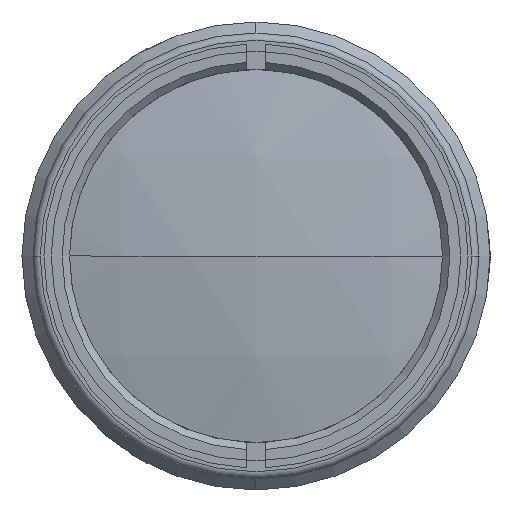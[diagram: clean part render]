
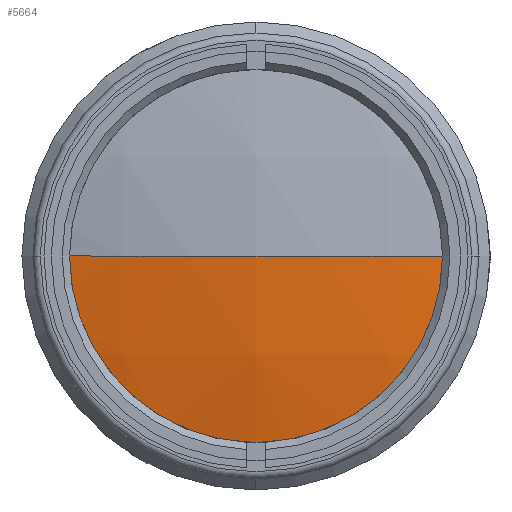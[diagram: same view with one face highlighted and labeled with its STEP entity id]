
A CAD part, left-side view. The second image highlights one B-rep face of the part: STEP entity #5664.
In plain terms, the highlighted spherical face has radius 124 mm.
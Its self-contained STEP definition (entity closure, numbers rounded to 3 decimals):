
#168 = FACE_OUTER_BOUND ( 'NONE', #5837, .T. ) ;
#348 = DIRECTION ( 'NONE',  ( 0., 1., 0. ) ) ;
#481 = DIRECTION ( 'NONE',  ( -1., 0., 0. ) ) ;
#531 = AXIS2_PLACEMENT_3D ( 'NONE', #4773, #481, #2394 ) ;
#532 = AXIS2_PLACEMENT_3D ( 'NONE', #4179, #2629, #1153 ) ;
#536 = EDGE_CURVE ( 'NONE', #2947, #2291, #1757, .T. ) ;
#701 = EDGE_CURVE ( 'NONE', #1871, #2947, #3227, .T. ) ;
#758 = AXIS2_PLACEMENT_3D ( 'NONE', #3083, #3201, #3172 ) ;
#841 = ORIENTED_EDGE ( 'NONE', *, *, #4896, .F. ) ;
#1153 = DIRECTION ( 'NONE',  ( 0., -1., 0. ) ) ;
#1567 = CARTESIAN_POINT ( 'NONE',  ( -104.365, -27., 0. ) ) ;
#1757 = CIRCLE ( 'NONE', #758, 124. ) ;
#1844 = AXIS2_PLACEMENT_3D ( 'NONE', #2702, #4519, #348 ) ;
#1871 = VERTEX_POINT ( 'NONE', #3509 ) ;
#2034 = CIRCLE ( 'NONE', #532, 124. ) ;
#2291 = VERTEX_POINT ( 'NONE', #4004 ) ;
#2394 = DIRECTION ( 'NONE',  ( 0., 0., 1. ) ) ;
#2574 = ORIENTED_EDGE ( 'NONE', *, *, #701, .T. ) ;
#2629 = DIRECTION ( 'NONE',  ( 0., 0., 1. ) ) ;
#2702 = CARTESIAN_POINT ( 'NONE',  ( 16.66, 0., 0. ) ) ;
#2947 = VERTEX_POINT ( 'NONE', #1567 ) ;
#3083 = CARTESIAN_POINT ( 'NONE',  ( 16.66, 0., 0. ) ) ;
#3172 = DIRECTION ( 'NONE',  ( 0., 1., 0. ) ) ;
#3201 = DIRECTION ( 'NONE',  ( 0., 0., -1. ) ) ;
#3227 = CIRCLE ( 'NONE', #531, 27. ) ;
#3509 = CARTESIAN_POINT ( 'NONE',  ( -104.365, 27., 0. ) ) ;
#4004 = CARTESIAN_POINT ( 'NONE',  ( -107.34, 0., 0. ) ) ;
#4179 = CARTESIAN_POINT ( 'NONE',  ( 16.66, 0., 0. ) ) ;
#4519 = DIRECTION ( 'NONE',  ( 0., 0., -1. ) ) ;
#4636 = SPHERICAL_SURFACE ( 'NONE', #1844, 124. ) ;
#4773 = CARTESIAN_POINT ( 'NONE',  ( -104.365, 0., 0. ) ) ;
#4896 = EDGE_CURVE ( 'NONE', #1871, #2291, #2034, .T. ) ;
#5145 = ORIENTED_EDGE ( 'NONE', *, *, #536, .T. ) ;
#5664 = ADVANCED_FACE ( 'NONE', ( #168 ), #4636, .T. ) ;
#5837 = EDGE_LOOP ( 'NONE', ( #2574, #5145, #841 ) ) ;
